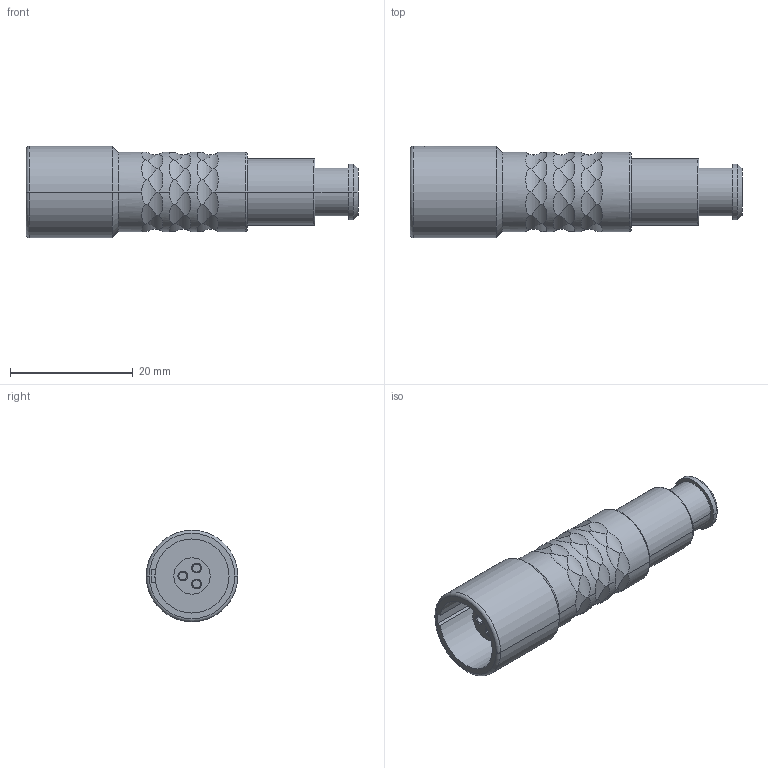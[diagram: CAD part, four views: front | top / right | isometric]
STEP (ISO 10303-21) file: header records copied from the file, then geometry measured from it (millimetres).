
FILE_DESCRIPTION((''),'2;1');
FILE_NAME('K21K0C-P03L','2014-02-05T',('RTrager'),(''),'PRO/ENGINEER BY PARAMETRIC TECHNOLOGY CORPORATION, 2013050','PRO/ENGINEER BY PARAMETRIC TECHNOLOGY CORPORATION, 2013050','');
FILE_SCHEMA(('CONFIG_CONTROL_DESIGN'));
Length unit declared in the file: millimetre
Products named in the file (1): K21K0C-P03L
Bounding box: 54 x 14.9 x 14.9 mm (x, y, z)
Volume: 4403.1 mm3; surface area: 3909.5 mm2
Topology: 1 solids, 1 shells, 162 faces, 410 edges, 264 vertices
Faces by surface type: cylinder 112, plane 26, cone 10, torus 9, bspline 5
Entity records: 7148 total; most frequent: CARTESIAN_POINT 3540, ORIENTED_EDGE 820, DIRECTION 624, EDGE_CURVE 410, AXIS2_PLACEMENT_3D 266, VERTEX_POINT 264, B_SPLINE_CURVE_WITH_KNOTS 209, EDGE_LOOP 176
